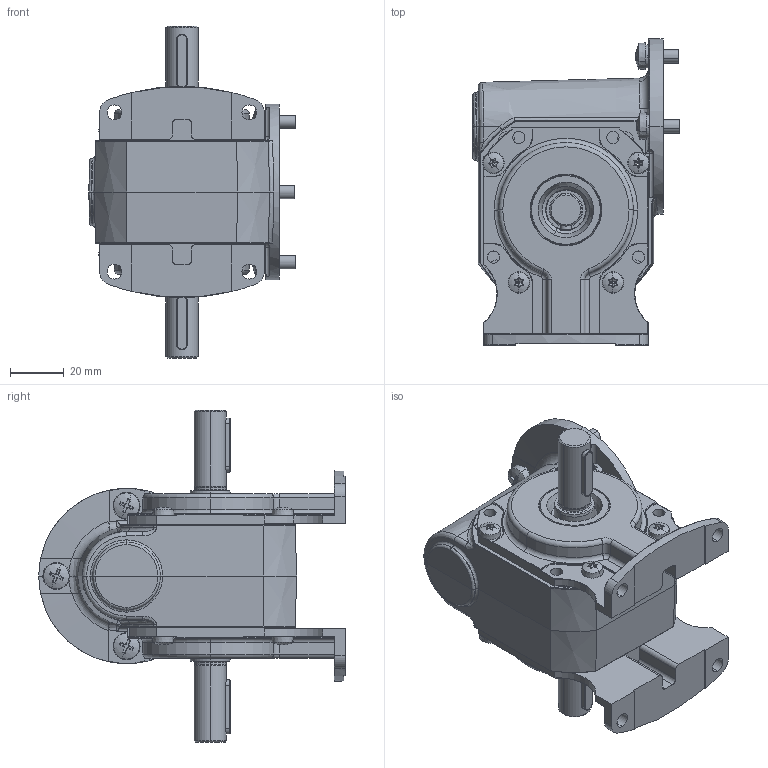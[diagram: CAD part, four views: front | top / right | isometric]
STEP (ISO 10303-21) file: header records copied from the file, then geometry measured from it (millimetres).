
FILE_DESCRIPTION (( 'STEP AP203' ), '1' );
FILE_NAME ('VE31-F-B-25.STEP', '2013-12-10T08:44:26', ( 'kob' ), ( 'Microsoft' ), 'SwSTEP 2.0', 'SolidWorks 2012', '' );
FILE_SCHEMA (( 'CONFIG_CONTROL_DESIGN' ));
Length unit declared in the file: millimetre
Products named in the file (1): VE31-F-B-25
Bounding box: 76.47 x 113.5 x 123 mm (x, y, z)
Surface area: 46363.7 mm2 (no closed solid volume)
Topology: 0 solids, 31 shells, 882 faces, 2502 edges, 1566 vertices
Faces by surface type: plane 319, cylinder 284, torus 127, cone 80, bspline 49, sphere 23
Entity records: 31714 total; most frequent: CARTESIAN_POINT 9282, DIRECTION 4935, ORIENTED_EDGE 4261, EDGE_CURVE 2498, AXIS2_PLACEMENT_3D 1911, VERTEX_POINT 1566, LINE 1113, VECTOR 1113
